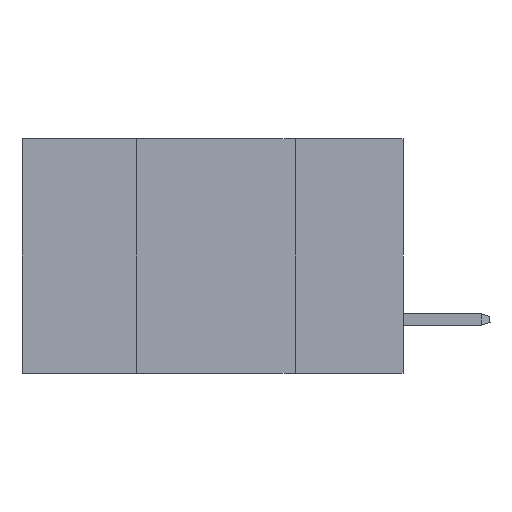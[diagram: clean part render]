
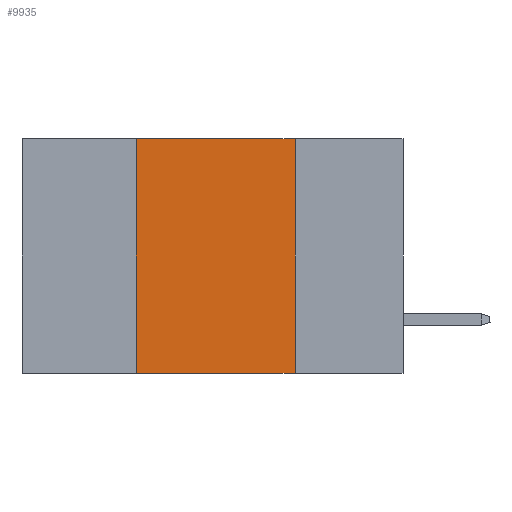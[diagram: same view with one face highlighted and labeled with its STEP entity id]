
A CAD part, left-side view. The second image highlights one B-rep face of the part: STEP entity #9935.
In plain terms, the highlighted planar face has unit normal (-1, 0, 0).
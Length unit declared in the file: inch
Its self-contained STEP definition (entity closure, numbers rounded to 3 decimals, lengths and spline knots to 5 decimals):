
#709 = CARTESIAN_POINT ( 'NONE',  ( 0., 0.42, 0. ) ) ;
#1038 = ORIENTED_EDGE ( 'NONE', *, *, #14276, .F. ) ;
#1431 = DIRECTION ( 'NONE',  ( 0., 0., -1. ) ) ;
#1850 = LINE ( 'NONE', #14577, #13310 ) ;
#2456 = DIRECTION ( 'NONE',  ( 0., -1., 0. ) ) ;
#3416 = ORIENTED_EDGE ( 'NONE', *, *, #6349, .T. ) ;
#5171 = ORIENTED_EDGE ( 'NONE', *, *, #10441, .F. ) ;
#5763 = DIRECTION ( 'NONE',  ( 1., 0., 0. ) ) ;
#5851 = FACE_OUTER_BOUND ( 'NONE', #9164, .T. ) ;
#6349 = EDGE_CURVE ( 'NONE', #9535, #14110, #15854, .T. ) ;
#6797 = DIRECTION ( 'NONE',  ( 0., 0., 1. ) ) ;
#6893 = PLANE ( 'NONE',  #14937 ) ;
#7134 = VERTEX_POINT ( 'NONE', #709 ) ;
#8070 = CARTESIAN_POINT ( 'NONE',  ( 0., 0.6, 0. ) ) ;
#8260 = VECTOR ( 'NONE', #9435, 39.37008 ) ;
#8382 = CARTESIAN_POINT ( 'NONE',  ( 0., 0.17, 0. ) ) ;
#8555 = VECTOR ( 'NONE', #2456, 39.37008 ) ;
#8630 = CARTESIAN_POINT ( 'NONE',  ( 0., 0.42, -0.37 ) ) ;
#9105 = CARTESIAN_POINT ( 'NONE',  ( 0., 0.6, -0.37 ) ) ;
#9164 = EDGE_LOOP ( 'NONE', ( #11078, #1038, #5171, #3416 ) ) ;
#9435 = DIRECTION ( 'NONE',  ( 0., -1., 0. ) ) ;
#9515 = CARTESIAN_POINT ( 'NONE',  ( 0., 0.17, 0. ) ) ;
#9535 = VERTEX_POINT ( 'NONE', #8630 ) ;
#9935 = ADVANCED_FACE ( 'NONE', ( #5851 ), #6893, .F. ) ;
#10441 = EDGE_CURVE ( 'NONE', #9535, #7134, #1850, .T. ) ;
#10711 = EDGE_CURVE ( 'NONE', #11961, #14110, #12011, .T. ) ;
#11078 = ORIENTED_EDGE ( 'NONE', *, *, #10711, .F. ) ;
#11961 = VERTEX_POINT ( 'NONE', #8382 ) ;
#12011 = LINE ( 'NONE', #9515, #12225 ) ;
#12131 = DIRECTION ( 'NONE',  ( 0., 0., -1. ) ) ;
#12225 = VECTOR ( 'NONE', #1431, 39.37008 ) ;
#13310 = VECTOR ( 'NONE', #6797, 39.37008 ) ;
#13723 = CARTESIAN_POINT ( 'NONE',  ( 0., 0.17, -0.37 ) ) ;
#14110 = VERTEX_POINT ( 'NONE', #13723 ) ;
#14233 = LINE ( 'NONE', #8070, #8555 ) ;
#14276 = EDGE_CURVE ( 'NONE', #7134, #11961, #14233, .T. ) ;
#14577 = CARTESIAN_POINT ( 'NONE',  ( 0., 0.42, 0. ) ) ;
#14937 = AXIS2_PLACEMENT_3D ( 'NONE', #16333, #5763, #12131 ) ;
#15854 = LINE ( 'NONE', #9105, #8260 ) ;
#16333 = CARTESIAN_POINT ( 'NONE',  ( 0., 0.6, 0. ) ) ;
